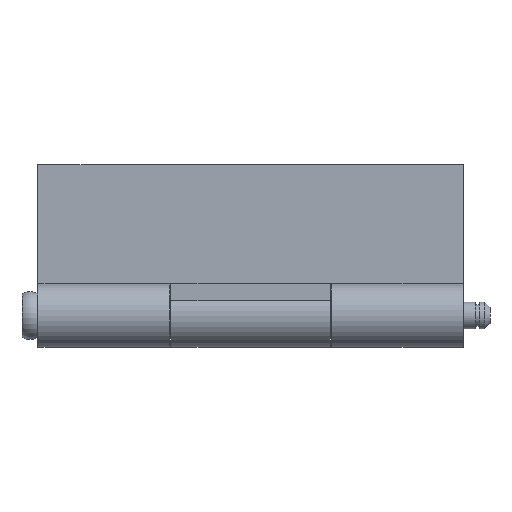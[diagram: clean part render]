
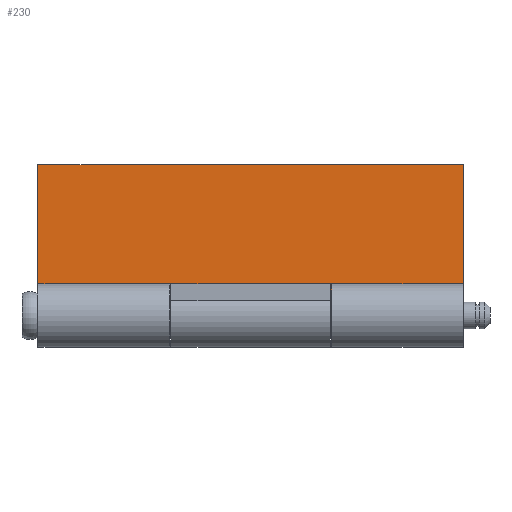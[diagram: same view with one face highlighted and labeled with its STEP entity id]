
A CAD part, left-side view. The second image highlights one B-rep face of the part: STEP entity #230.
In plain terms, the highlighted planar face has unit normal (-1, 0, 0).
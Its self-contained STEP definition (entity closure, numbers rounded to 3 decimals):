
#132 = EDGE_CURVE ( 'NONE', #173, #429, #757, .T. ) ;
#144 = EDGE_CURVE ( 'NONE', #420, #439, #824, .T. ) ;
#173 = VERTEX_POINT ( 'NONE', #689 ) ;
#175 = EDGE_CURVE ( 'NONE', #173, #420, #714, .T. ) ;
#217 = ORIENTED_EDGE ( 'NONE', *, *, #175, .F. ) ;
#218 = ORIENTED_EDGE ( 'NONE', *, *, #144, .F. ) ;
#223 = ORIENTED_EDGE ( 'NONE', *, *, #132, .T. ) ;
#224 = EDGE_LOOP ( 'NONE', ( #250, #218, #217, #223 ) ) ;
#230 = ADVANCED_FACE ( 'NONE', ( #867 ), #888, .F. ) ;
#250 = ORIENTED_EDGE ( 'NONE', *, *, #428, .T. ) ;
#420 = VERTEX_POINT ( 'NONE', #1212 ) ;
#428 = EDGE_CURVE ( 'NONE', #429, #439, #1206, .T. ) ;
#429 = VERTEX_POINT ( 'NONE', #1305 ) ;
#439 = VERTEX_POINT ( 'NONE', #1270 ) ;
#689 = CARTESIAN_POINT ( 'NONE',  ( 26.8, 40., 1.6 ) ) ;
#711 = DIRECTION ( 'NONE',  ( 0., 0., 1. ) ) ;
#712 = VECTOR ( 'NONE', #711, 1000. ) ;
#713 = CARTESIAN_POINT ( 'NONE',  ( 26.8, 40., 1.6 ) ) ;
#714 = LINE ( 'NONE', #713, #712 ) ;
#757 = LINE ( 'NONE', #771, #770 ) ;
#769 = DIRECTION ( 'NONE',  ( 0., -1., 0. ) ) ;
#770 = VECTOR ( 'NONE', #769, 1000. ) ;
#771 = CARTESIAN_POINT ( 'NONE',  ( 26.8, 40., 1.6 ) ) ;
#820 = DIRECTION ( 'NONE',  ( 0., -1., 0. ) ) ;
#821 = VECTOR ( 'NONE', #820, 1000. ) ;
#822 = CARTESIAN_POINT ( 'NONE',  ( 26.8, 40., 28.4 ) ) ;
#824 = LINE ( 'NONE', #822, #821 ) ;
#867 = FACE_OUTER_BOUND ( 'NONE', #224, .T. ) ;
#887 = AXIS2_PLACEMENT_3D ( 'NONE', #920, #919, #918 ) ;
#888 = PLANE ( 'NONE',  #887 ) ;
#918 = DIRECTION ( 'NONE',  ( 0., 0., -1. ) ) ;
#919 = DIRECTION ( 'NONE',  ( 1., 0., 0. ) ) ;
#920 = CARTESIAN_POINT ( 'NONE',  ( 26.8, 40., 1.6 ) ) ;
#1205 = CARTESIAN_POINT ( 'NONE',  ( 26.8, -40., 1.6 ) ) ;
#1206 = LINE ( 'NONE', #1205, #1267 ) ;
#1212 = CARTESIAN_POINT ( 'NONE',  ( 26.8, 40., 28.4 ) ) ;
#1266 = DIRECTION ( 'NONE',  ( 0., 0., 1. ) ) ;
#1267 = VECTOR ( 'NONE', #1266, 1000. ) ;
#1270 = CARTESIAN_POINT ( 'NONE',  ( 26.8, -40., 28.4 ) ) ;
#1305 = CARTESIAN_POINT ( 'NONE',  ( 26.8, -40., 1.6 ) ) ;
